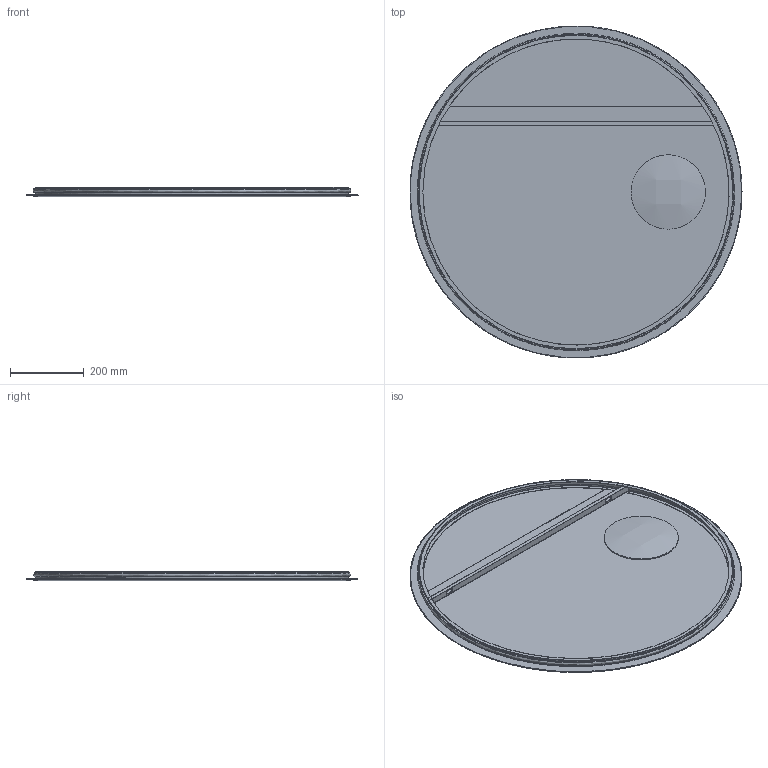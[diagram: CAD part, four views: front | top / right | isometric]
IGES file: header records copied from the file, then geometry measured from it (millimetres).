
Start section: C
Global section: file name: MIR90-00.igs; native system: By Siemens PLM Incorporated; preprocessor: XPlus GENERIC/IGES 27.1.215; author: Author; organization: Title; date: 20260316.113447; units: millimetre
Bounding box: 900 x 899.89 x 26 mm (x, y, z)
Volume: 3905579.5 mm3; surface area: 1744722.5 mm2
Topology: 5 solids, 5 shells, 68 faces, 140 edges, 81 vertices
Faces by surface type: bspline 68
